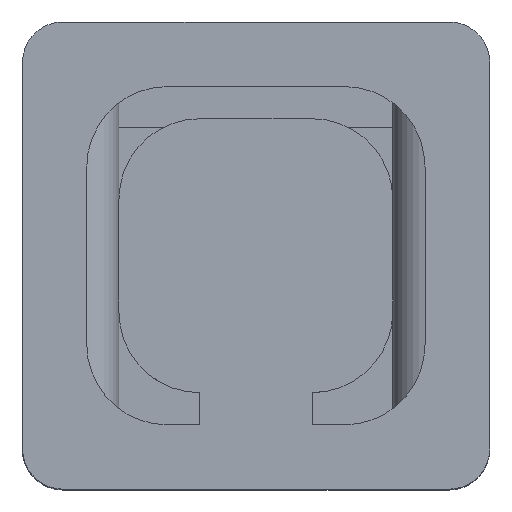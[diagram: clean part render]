
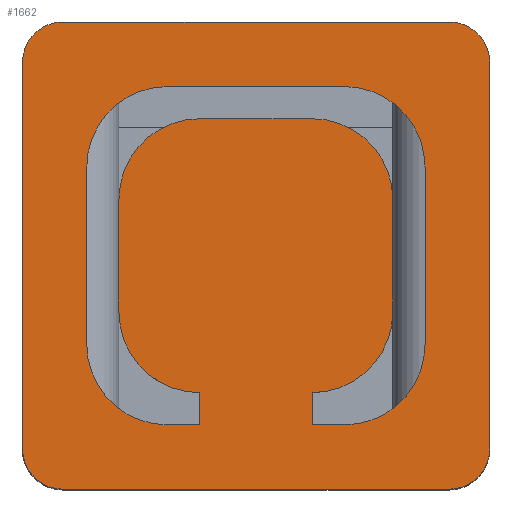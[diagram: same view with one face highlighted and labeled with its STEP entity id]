
A CAD part, top view. The second image highlights one B-rep face of the part: STEP entity #1662.
In plain terms, the highlighted planar face has unit normal (0, 0, 1).
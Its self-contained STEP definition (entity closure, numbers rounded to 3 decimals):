
#29=FACE_BOUND('',#597,.T.);
#66=PLANE('',#1796);
#180=LINE('',#2653,#347);
#184=LINE('',#2669,#351);
#187=LINE('',#2677,#354);
#188=LINE('',#2679,#355);
#189=LINE('',#2682,#356);
#190=LINE('',#2686,#357);
#191=LINE('',#2690,#358);
#192=LINE('',#2692,#359);
#193=LINE('',#2696,#360);
#194=LINE('',#2700,#361);
#195=LINE('',#2704,#362);
#196=LINE('',#2708,#363);
#197=LINE('',#2710,#364);
#198=LINE('',#2714,#365);
#347=VECTOR('',#2140,10.);
#351=VECTOR('',#2156,10.);
#354=VECTOR('',#2163,10.);
#355=VECTOR('',#2166,10.);
#356=VECTOR('',#2167,10.);
#357=VECTOR('',#2170,10.);
#358=VECTOR('',#2173,10.);
#359=VECTOR('',#2174,10.);
#360=VECTOR('',#2177,10.);
#361=VECTOR('',#2180,10.);
#362=VECTOR('',#2183,10.);
#363=VECTOR('',#2186,10.);
#364=VECTOR('',#2187,10.);
#365=VECTOR('',#2190,10.);
#503=FACE_OUTER_BOUND('',#596,.T.);
#596=EDGE_LOOP('',(#1388,#1389,#1390,#1391,#1392,#1393,#1394,#1395));
#597=EDGE_LOOP('',(#1396,#1397,#1398,#1399,#1400,#1401,#1402,#1403,#1404,
#1405,#1406,#1407,#1408,#1409,#1410,#1411,#1412,#1413));
#670=CIRCLE('',#1782,2.5);
#678=CIRCLE('',#1794,2.5);
#679=CIRCLE('',#1797,2.5);
#680=CIRCLE('',#1798,2.5);
#681=CIRCLE('',#1799,5.);
#682=CIRCLE('',#1800,5.);
#683=CIRCLE('',#1801,5.);
#684=CIRCLE('',#1802,5.);
#685=CIRCLE('',#1803,5.);
#686=CIRCLE('',#1804,5.);
#687=CIRCLE('',#1805,5.);
#688=CIRCLE('',#1806,5.);
#784=VERTEX_POINT('',#2607);
#785=VERTEX_POINT('',#2608);
#797=VERTEX_POINT('',#2651);
#801=VERTEX_POINT('',#2662);
#802=VERTEX_POINT('',#2664);
#803=VERTEX_POINT('',#2668);
#805=VERTEX_POINT('',#2674);
#806=VERTEX_POINT('',#2676);
#807=VERTEX_POINT('',#2680);
#808=VERTEX_POINT('',#2681);
#809=VERTEX_POINT('',#2683);
#810=VERTEX_POINT('',#2685);
#811=VERTEX_POINT('',#2687);
#812=VERTEX_POINT('',#2689);
#813=VERTEX_POINT('',#2691);
#814=VERTEX_POINT('',#2693);
#815=VERTEX_POINT('',#2695);
#816=VERTEX_POINT('',#2697);
#817=VERTEX_POINT('',#2699);
#818=VERTEX_POINT('',#2701);
#819=VERTEX_POINT('',#2703);
#820=VERTEX_POINT('',#2705);
#821=VERTEX_POINT('',#2707);
#822=VERTEX_POINT('',#2709);
#823=VERTEX_POINT('',#2711);
#824=VERTEX_POINT('',#2713);
#987=EDGE_CURVE('',#784,#785,#670,.T.);
#1003=EDGE_CURVE('',#784,#797,#180,.T.);
#1008=EDGE_CURVE('',#801,#802,#678,.T.);
#1010=EDGE_CURVE('',#803,#802,#184,.T.);
#1013=EDGE_CURVE('',#805,#797,#679,.T.);
#1014=EDGE_CURVE('',#805,#806,#187,.T.);
#1015=EDGE_CURVE('',#803,#806,#680,.T.);
#1016=EDGE_CURVE('',#801,#785,#188,.T.);
#1017=EDGE_CURVE('',#807,#808,#189,.T.);
#1018=EDGE_CURVE('',#808,#809,#681,.T.);
#1019=EDGE_CURVE('',#809,#810,#190,.T.);
#1020=EDGE_CURVE('',#810,#811,#682,.T.);
#1021=EDGE_CURVE('',#811,#812,#191,.T.);
#1022=EDGE_CURVE('',#812,#813,#192,.T.);
#1023=EDGE_CURVE('',#813,#814,#683,.T.);
#1024=EDGE_CURVE('',#814,#815,#193,.T.);
#1025=EDGE_CURVE('',#815,#816,#684,.T.);
#1026=EDGE_CURVE('',#816,#817,#194,.T.);
#1027=EDGE_CURVE('',#817,#818,#685,.T.);
#1028=EDGE_CURVE('',#818,#819,#195,.T.);
#1029=EDGE_CURVE('',#819,#820,#686,.T.);
#1030=EDGE_CURVE('',#820,#821,#196,.T.);
#1031=EDGE_CURVE('',#821,#822,#197,.T.);
#1032=EDGE_CURVE('',#822,#823,#687,.T.);
#1033=EDGE_CURVE('',#823,#824,#198,.T.);
#1034=EDGE_CURVE('',#824,#807,#688,.T.);
#1388=ORIENTED_EDGE('',*,*,#987,.F.);
#1389=ORIENTED_EDGE('',*,*,#1003,.T.);
#1390=ORIENTED_EDGE('',*,*,#1013,.F.);
#1391=ORIENTED_EDGE('',*,*,#1014,.T.);
#1392=ORIENTED_EDGE('',*,*,#1015,.F.);
#1393=ORIENTED_EDGE('',*,*,#1010,.T.);
#1394=ORIENTED_EDGE('',*,*,#1008,.F.);
#1395=ORIENTED_EDGE('',*,*,#1016,.T.);
#1396=ORIENTED_EDGE('',*,*,#1017,.T.);
#1397=ORIENTED_EDGE('',*,*,#1018,.T.);
#1398=ORIENTED_EDGE('',*,*,#1019,.T.);
#1399=ORIENTED_EDGE('',*,*,#1020,.T.);
#1400=ORIENTED_EDGE('',*,*,#1021,.T.);
#1401=ORIENTED_EDGE('',*,*,#1022,.T.);
#1402=ORIENTED_EDGE('',*,*,#1023,.T.);
#1403=ORIENTED_EDGE('',*,*,#1024,.T.);
#1404=ORIENTED_EDGE('',*,*,#1025,.T.);
#1405=ORIENTED_EDGE('',*,*,#1026,.T.);
#1406=ORIENTED_EDGE('',*,*,#1027,.T.);
#1407=ORIENTED_EDGE('',*,*,#1028,.T.);
#1408=ORIENTED_EDGE('',*,*,#1029,.T.);
#1409=ORIENTED_EDGE('',*,*,#1030,.T.);
#1410=ORIENTED_EDGE('',*,*,#1031,.T.);
#1411=ORIENTED_EDGE('',*,*,#1032,.T.);
#1412=ORIENTED_EDGE('',*,*,#1033,.T.);
#1413=ORIENTED_EDGE('',*,*,#1034,.T.);
#1662=ADVANCED_FACE('',(#503,#29),#66,.F.);
#1782=AXIS2_PLACEMENT_3D('',#2609,#2116,#2117);
#1794=AXIS2_PLACEMENT_3D('',#2665,#2151,#2152);
#1796=AXIS2_PLACEMENT_3D('',#2673,#2159,#2160);
#1797=AXIS2_PLACEMENT_3D('',#2675,#2161,#2162);
#1798=AXIS2_PLACEMENT_3D('',#2678,#2164,#2165);
#1799=AXIS2_PLACEMENT_3D('',#2684,#2168,#2169);
#1800=AXIS2_PLACEMENT_3D('',#2688,#2171,#2172);
#1801=AXIS2_PLACEMENT_3D('',#2694,#2175,#2176);
#1802=AXIS2_PLACEMENT_3D('',#2698,#2178,#2179);
#1803=AXIS2_PLACEMENT_3D('',#2702,#2181,#2182);
#1804=AXIS2_PLACEMENT_3D('',#2706,#2184,#2185);
#1805=AXIS2_PLACEMENT_3D('',#2712,#2188,#2189);
#1806=AXIS2_PLACEMENT_3D('',#2715,#2191,#2192);
#2116=DIRECTION('center_axis',(0.,0.,-1.));
#2117=DIRECTION('ref_axis',(0.707,0.707,0.));
#2140=DIRECTION('',(-1.,0.,0.));
#2151=DIRECTION('center_axis',(0.,0.,-1.));
#2152=DIRECTION('ref_axis',(0.707,-0.707,0.));
#2156=DIRECTION('',(1.,0.,0.));
#2159=DIRECTION('center_axis',(0.,0.,-1.));
#2160=DIRECTION('ref_axis',(-1.,0.,0.));
#2161=DIRECTION('center_axis',(0.,0.,-1.));
#2162=DIRECTION('ref_axis',(-0.707,0.707,0.));
#2163=DIRECTION('',(0.,-1.,0.));
#2164=DIRECTION('center_axis',(0.,0.,-1.));
#2165=DIRECTION('ref_axis',(-0.707,-0.707,0.));
#2166=DIRECTION('',(0.,1.,0.));
#2167=DIRECTION('',(1.,0.,0.));
#2168=DIRECTION('center_axis',(0.,0.,-1.));
#2169=DIRECTION('ref_axis',(0.707,0.707,0.));
#2170=DIRECTION('',(0.,-1.,0.));
#2171=DIRECTION('center_axis',(0.,0.,-1.));
#2172=DIRECTION('ref_axis',(0.707,-0.707,0.));
#2173=DIRECTION('',(-1.,0.,0.));
#2174=DIRECTION('',(0.,1.,0.));
#2175=DIRECTION('center_axis',(0.,0.,1.));
#2176=DIRECTION('ref_axis',(0.707,-0.707,0.));
#2177=DIRECTION('',(0.,1.,0.));
#2178=DIRECTION('center_axis',(0.,0.,1.));
#2179=DIRECTION('ref_axis',(0.707,0.707,0.));
#2180=DIRECTION('',(-1.,0.,0.));
#2181=DIRECTION('center_axis',(0.,0.,1.));
#2182=DIRECTION('ref_axis',(-0.707,0.707,0.));
#2183=DIRECTION('',(0.,-1.,0.));
#2184=DIRECTION('center_axis',(0.,0.,1.));
#2185=DIRECTION('ref_axis',(-0.707,-0.707,0.));
#2186=DIRECTION('',(0.,-1.,0.));
#2187=DIRECTION('',(-1.,0.,0.));
#2188=DIRECTION('center_axis',(0.,0.,-1.));
#2189=DIRECTION('ref_axis',(-0.707,-0.707,0.));
#2190=DIRECTION('',(0.,1.,0.));
#2191=DIRECTION('center_axis',(0.,0.,-1.));
#2192=DIRECTION('ref_axis',(-0.707,0.707,0.));
#2607=CARTESIAN_POINT('',(24.514,27.008,16.));
#2608=CARTESIAN_POINT('',(27.014,24.508,16.));
#2609=CARTESIAN_POINT('Origin',(24.514,24.508,16.));
#2651=CARTESIAN_POINT('',(0.514,27.008,16.));
#2653=CARTESIAN_POINT('',(5.264,27.008,16.));
#2662=CARTESIAN_POINT('',(27.014,0.508,16.));
#2664=CARTESIAN_POINT('',(24.514,-1.992,16.));
#2665=CARTESIAN_POINT('Origin',(24.514,0.508,16.));
#2668=CARTESIAN_POINT('',(0.514,-1.992,16.));
#2669=CARTESIAN_POINT('',(19.764,-1.992,16.));
#2673=CARTESIAN_POINT('Origin',(12.514,12.508,16.));
#2674=CARTESIAN_POINT('',(-1.986,24.508,16.));
#2675=CARTESIAN_POINT('Origin',(0.514,24.508,16.));
#2676=CARTESIAN_POINT('',(-1.986,0.508,16.));
#2677=CARTESIAN_POINT('',(-1.986,5.258,16.));
#2678=CARTESIAN_POINT('Origin',(0.514,0.508,16.));
#2679=CARTESIAN_POINT('',(27.014,19.758,16.));
#2680=CARTESIAN_POINT('',(7.,23.,16.));
#2681=CARTESIAN_POINT('',(18.,23.,16.));
#2682=CARTESIAN_POINT('',(7.257,23.,16.));
#2683=CARTESIAN_POINT('',(23.,18.,16.));
#2684=CARTESIAN_POINT('Origin',(18.,18.,16.));
#2685=CARTESIAN_POINT('',(23.,7.,16.));
#2686=CARTESIAN_POINT('',(23.,17.754,16.));
#2687=CARTESIAN_POINT('',(18.,2.,16.));
#2688=CARTESIAN_POINT('Origin',(18.,7.,16.));
#2689=CARTESIAN_POINT('',(16.,2.,16.));
#2690=CARTESIAN_POINT('',(17.757,2.,16.));
#2691=CARTESIAN_POINT('',(16.,4.,16.));
#2692=CARTESIAN_POINT('',(16.,4.,16.));
#2693=CARTESIAN_POINT('',(21.,9.,16.));
#2694=CARTESIAN_POINT('Origin',(16.,9.,16.));
#2695=CARTESIAN_POINT('',(21.,16.,16.));
#2696=CARTESIAN_POINT('',(21.,8.254,16.));
#2697=CARTESIAN_POINT('',(16.,21.,16.));
#2698=CARTESIAN_POINT('Origin',(16.,16.,16.));
#2699=CARTESIAN_POINT('',(9.,21.,16.));
#2700=CARTESIAN_POINT('',(16.757,21.,16.));
#2701=CARTESIAN_POINT('',(4.,16.,16.));
#2702=CARTESIAN_POINT('Origin',(9.,16.,16.));
#2703=CARTESIAN_POINT('',(4.,9.,16.));
#2704=CARTESIAN_POINT('',(4.,16.754,16.));
#2705=CARTESIAN_POINT('',(9.,4.,16.));
#2706=CARTESIAN_POINT('Origin',(9.,9.,16.));
#2707=CARTESIAN_POINT('',(9.,2.,16.));
#2708=CARTESIAN_POINT('',(9.,4.,16.));
#2709=CARTESIAN_POINT('',(7.,2.,16.));
#2710=CARTESIAN_POINT('',(17.757,2.,16.));
#2711=CARTESIAN_POINT('',(2.,7.,16.));
#2712=CARTESIAN_POINT('Origin',(7.,7.,16.));
#2713=CARTESIAN_POINT('',(2.,18.,16.));
#2714=CARTESIAN_POINT('',(2.,7.254,16.));
#2715=CARTESIAN_POINT('Origin',(7.,18.,16.));
